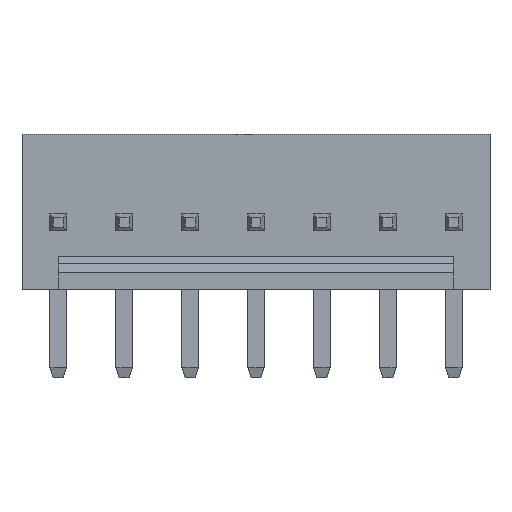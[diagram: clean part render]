
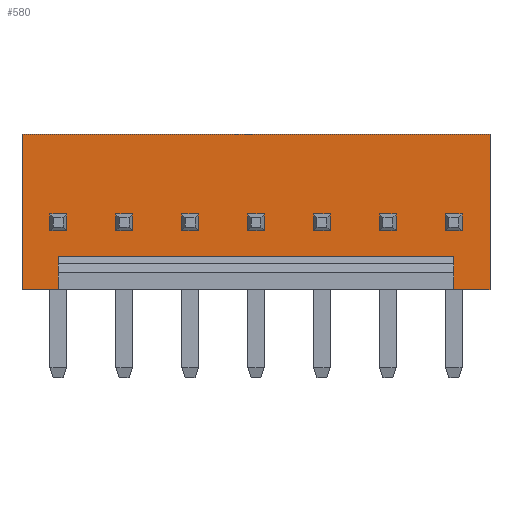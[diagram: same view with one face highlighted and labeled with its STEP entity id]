
A CAD part, front view. The second image highlights one B-rep face of the part: STEP entity #580.
In plain terms, the highlighted planar face has unit normal (0, -1, 0).
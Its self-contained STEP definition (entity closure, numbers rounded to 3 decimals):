
#580=ADVANCED_FACE('',(#1073),#1075,.T.);
#1073=FACE_BOUND('',#1074,.T.);
#1074=EDGE_LOOP('',(#1476,#1477,#1478,#1479,#1480,#1481,#1482,#1483));
#1075=PLANE('',#1076);
#1076=AXIS2_PLACEMENT_3D('',#1077,#1078,#1079);
#1077=CARTESIAN_POINT('',(16.635,-5.4,1.));
#1078=DIRECTION('',(0.,-1.,0.));
#1079=DIRECTION('',(0.,0.,1.));
#1476=ORIENTED_EDGE('',*,*,#1724,.T.);
#1477=ORIENTED_EDGE('',*,*,#1674,.T.);
#1478=ORIENTED_EDGE('',*,*,#1725,.F.);
#1479=ORIENTED_EDGE('',*,*,#1658,.F.);
#1480=ORIENTED_EDGE('',*,*,#1726,.F.);
#1481=ORIENTED_EDGE('',*,*,#1727,.F.);
#1482=ORIENTED_EDGE('',*,*,#1728,.T.);
#1483=ORIENTED_EDGE('',*,*,#1654,.F.);
#1654=EDGE_CURVE('',#1840,#1842,#1843,.F.);
#1658=EDGE_CURVE('',#1848,#1850,#1851,.F.);
#1674=EDGE_CURVE('',#1882,#1880,#1883,.T.);
#1724=EDGE_CURVE('',#1840,#1882,#1955,.T.);
#1725=EDGE_CURVE('',#1850,#1880,#1956,.T.);
#1726=EDGE_CURVE('',#1957,#1848,#1958,.T.);
#1727=EDGE_CURVE('',#1959,#1957,#1960,.T.);
#1728=EDGE_CURVE('',#1959,#1842,#1961,.T.);
#1840=VERTEX_POINT('',#2155);
#1842=VERTEX_POINT('',#2159);
#1843=LINE('',#2160,#2161);
#1848=VERTEX_POINT('',#2171);
#1850=VERTEX_POINT('',#2175);
#1851=LINE('',#2176,#2177);
#1880=VERTEX_POINT('',#2235);
#1882=VERTEX_POINT('',#2239);
#1883=LINE('',#2240,#2241);
#1955=LINE('',#2412,#2413);
#1956=LINE('',#2415,#2416);
#1957=VERTEX_POINT('',#2418);
#1958=LINE('',#2419,#2420);
#1959=VERTEX_POINT('',#2422);
#1960=LINE('',#2423,#2424);
#1961=LINE('',#2426,#2427);
#2155=CARTESIAN_POINT('',(16.635,-5.4,0.));
#2159=CARTESIAN_POINT('',(15.24,-5.4,0.));
#2160=CARTESIAN_POINT('',(15.24,-5.4,0.));
#2161=VECTOR('',#2162,1.);
#2162=DIRECTION('',(1.,0.,0.));
#2171=CARTESIAN_POINT('',(0.,-5.4,0.));
#2175=CARTESIAN_POINT('',(-1.395,-5.4,0.));
#2176=CARTESIAN_POINT('',(-1.395,-5.4,0.));
#2177=VECTOR('',#2178,1.);
#2178=DIRECTION('',(1.,0.,0.));
#2235=CARTESIAN_POINT('',(-1.395,-5.4,6.));
#2239=CARTESIAN_POINT('',(16.635,-5.4,6.));
#2240=CARTESIAN_POINT('',(16.635,-5.4,6.));
#2241=VECTOR('',#2242,1.);
#2242=DIRECTION('',(-1.,0.,0.));
#2412=CARTESIAN_POINT('',(16.635,-5.4,0.));
#2413=VECTOR('',#2414,1.);
#2414=DIRECTION('',(0.,0.,1.));
#2415=CARTESIAN_POINT('',(-1.395,-5.4,0.));
#2416=VECTOR('',#2417,1.);
#2417=DIRECTION('',(0.,0.,1.));
#2418=CARTESIAN_POINT('',(0.,-5.4,1.));
#2419=CARTESIAN_POINT('',(0.,-5.4,1.));
#2420=VECTOR('',#2421,1.);
#2421=DIRECTION('',(0.,0.,-1.));
#2422=CARTESIAN_POINT('',(15.24,-5.4,1.));
#2423=CARTESIAN_POINT('',(15.24,-5.4,1.));
#2424=VECTOR('',#2425,1.);
#2425=DIRECTION('',(-1.,0.,0.));
#2426=CARTESIAN_POINT('',(15.24,-5.4,1.));
#2427=VECTOR('',#2428,1.);
#2428=DIRECTION('',(0.,0.,-1.));
